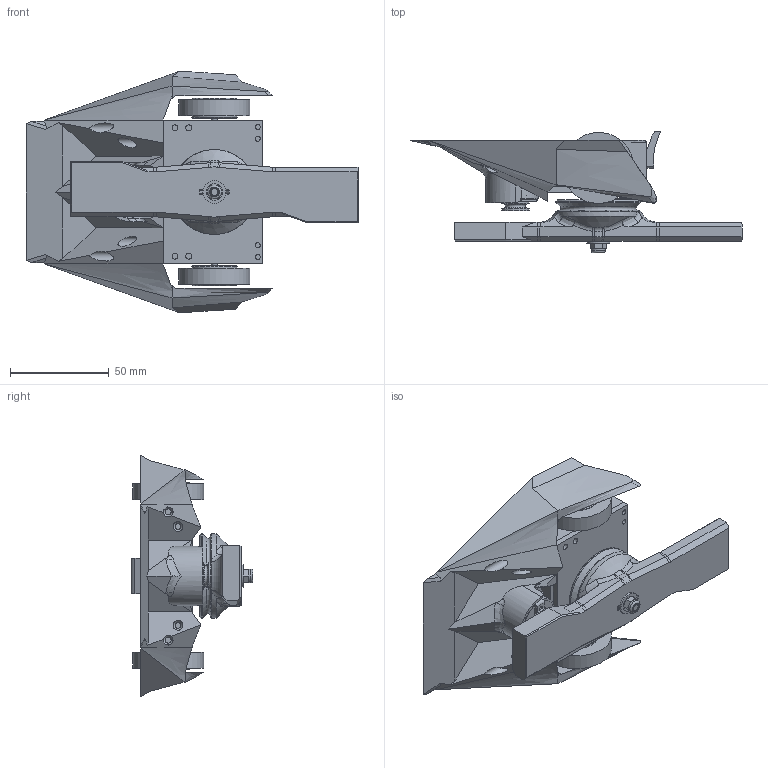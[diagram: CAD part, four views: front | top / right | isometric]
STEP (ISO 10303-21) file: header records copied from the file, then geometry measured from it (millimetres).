
FILE_DESCRIPTION(/* description */ (''),/* implementation_level */ '2;1');
FILE_NAME(/* name */ 'IE300-顶置横转.stp',/* time_stamp */ '2024-02-20T09:21:20+08:00',/* author */ ('13326471722'),/* organization */ (''),/* preprocessor_version */ 'ST-DEVELOPER v18.1',/* originating_system */ 'Autodesk Inventor 2021',/* authorisation */ '');
FILE_SCHEMA (('AUTOMOTIVE_DESIGN { 1 0 10303 214 3 1 1 }'));
Length unit declared in the file: millimetre
Products named in the file (16): IE300-顶置横转; 00; 盖板; 横转武器; MFL104ZZ; 10006; 400; GB70_2-M4X35-12_9; M40002; 4X12X1-50001; 4-7垫片; 阐子2; 0039; 钩子2; 1806无刷电机; 000
Assembly tree (16 placements, depth 3):
  IE300-顶置横转
    00
    盖板
    横转武器
      MFL104ZZ  x2
      10006
      400
      GB70_2-M4X35-12_9
      M40002
      4X12X1-50001
      4-7垫片
    阐子2
    0039
    钩子2
    1806无刷电机
      000
Bounding box: 168.33 x 61.78 x 122.47 mm (x, y, z)
Volume: 207213 mm3; surface area: 82415.1 mm2
Topology: 15 solids, 17 shells, 959 faces, 2548 edges, 1657 vertices
Faces by surface type: plane 435, cylinder 286, cone 124, bspline 71, torus 32, sphere 11
Full cylindrical faces by diameter (mm): 1.6 x12, 2 x2, 2.5 x5, 2.6 x4, 3 x16, 3.3 x1, 3.5 x1, 3.6 x1, 4 x8, 5 x10, 6 x1, 6.15 x4, 7 x2, 8 x1, 8.35 x4, 10 x5, 11.6 x2, 12 x1, 12.2 x1, 14 x2, 19 x1, 21 x2, 21.5 x2, 23 x5, 36 x2, 43 x1
Entity records: 37922 total; most frequent: CARTESIAN_POINT 13485, ORIENTED_EDGE 5038, DIRECTION 4992, EDGE_CURVE 2519, AXIS2_PLACEMENT_3D 1836, VERTEX_POINT 1639, LINE 1320, VECTOR 1320
